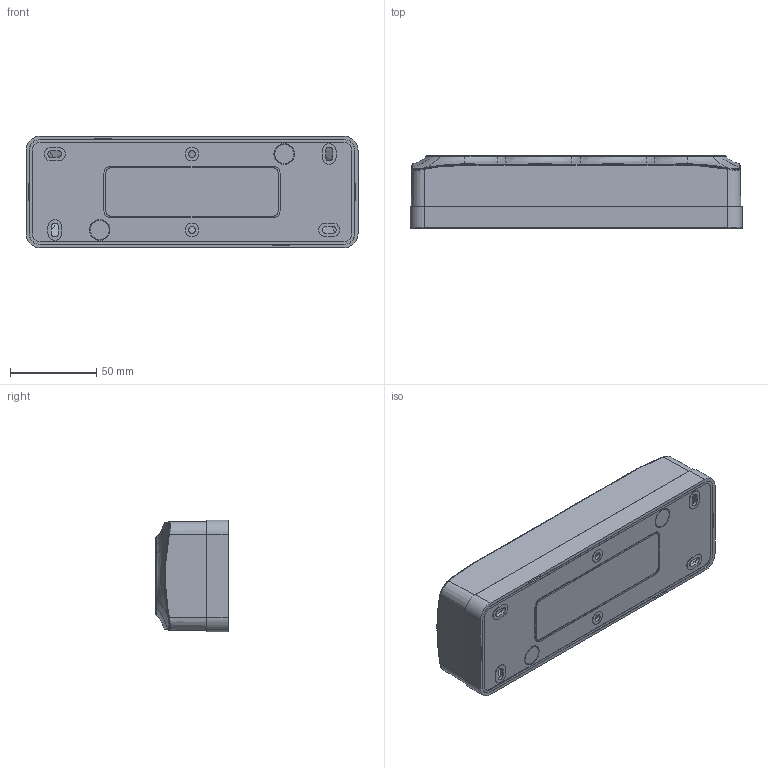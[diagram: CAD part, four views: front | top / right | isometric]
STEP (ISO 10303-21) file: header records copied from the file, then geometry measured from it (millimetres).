
FILE_DESCRIPTION (( 'STEP AP214' ), '1' );
FILE_NAME ('ERH41-K02-16(4-õ ìåñòíàÿ ñ çåìëåé).STEP', '2024-10-29T12:35:56', ( '' ), ( '' ), 'SwSTEP 2.0', 'SolidWorks 2022', '' );
FILE_SCHEMA (( 'AUTOMOTIVE_DESIGN' ));
Products named in the file (4): ERH41-K02-16(4-х местная с землей); MB-73F-1-4W-3C^73F-1 4__3______.STEP; LJT-3CBXG-198^73F-1 4__3______.STEP; DB-73A-4W-JMPC^73F-1 4__3______.STEP
Assembly tree (6 placements, depth 2):
  ERH41-K02-16(4-х местная с землей)
    DB-73A-4W-JMPC^73F-1 4__3______.STEP
    LJT-3CBXG-198^73F-1 4__3______.STEP  x4
    MB-73F-1-4W-3C^73F-1 4__3______.STEP
Bounding box: 192.4 x 41.8 x 64.8 mm (x, y, z)
Volume: 78387.4 mm3; surface area: 120480.7 mm2
Topology: 6 solids, 6 shells, 2755 faces, 7289 edges, 4606 vertices
Faces by surface type: plane 1075, cylinder 666, bspline 417, torus 345, cone 188, sphere 64
Entity records: 108419 total; most frequent: CARTESIAN_POINT 58662, ORIENTED_EDGE 11254, DIRECTION 9294, EDGE_CURVE 5627, VERTEX_POINT 3586, AXIS2_PLACEMENT_3D 3446, LINE 2402, VECTOR 2402
